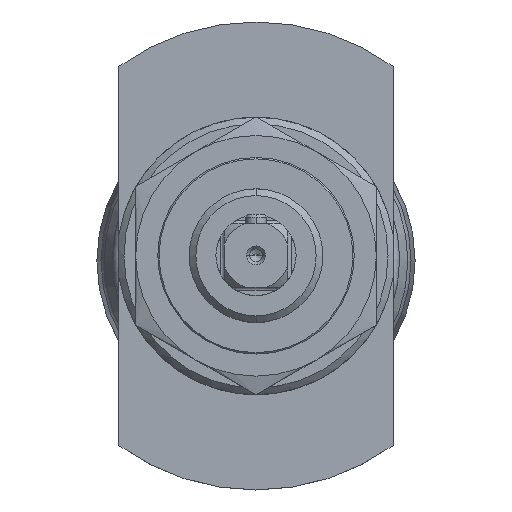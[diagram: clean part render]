
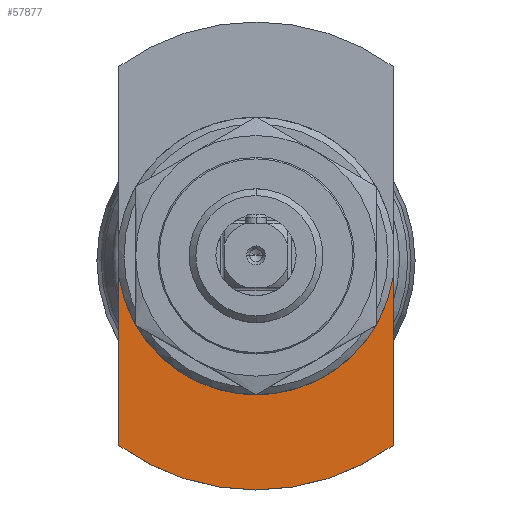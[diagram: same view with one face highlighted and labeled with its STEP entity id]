
A CAD part, top view. The second image highlights one B-rep face of the part: STEP entity #57877.
In plain terms, the highlighted planar face has unit normal (0, 0, 1).
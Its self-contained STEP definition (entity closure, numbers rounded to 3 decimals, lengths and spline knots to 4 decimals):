
#3276=CARTESIAN_POINT('',(0.,0.,9.311));
#3277=DIRECTION('',(0.,0.,1.));
#3278=DIRECTION('',(-0.586,-0.811,0.));
#3279=AXIS2_PLACEMENT_3D('',#3276,#3277,#3278);
#3316=DIRECTION('',(0.,-1.,0.));
#3317=VECTOR('',#3316,0.9904);
#3318=CARTESIAN_POINT('',(0.8071,-0.1264,
9.311));
#3319=LINE('',#3318,#3317);
#3320=DIRECTION('',(0.,1.,0.));
#3321=VECTOR('',#3320,0.9904);
#3322=CARTESIAN_POINT('',(-0.8071,-1.1169,
9.311));
#3323=LINE('',#3322,#3321);
#3324=CARTESIAN_POINT('',(0.,0.,9.311));
#3325=DIRECTION('',(0.,0.,-1.));
#3326=DIRECTION('',(0.988,-0.155,0.));
#3327=AXIS2_PLACEMENT_3D('',#3324,#3325,#3326);
#55596=CARTESIAN_POINT('',(0.8071,-1.1169,
9.311));
#55598=VERTEX_POINT('',#55596);
#55602=CARTESIAN_POINT('',(0.8071,-0.1264,
9.311));
#55603=VERTEX_POINT('',#55602);
#55604=CARTESIAN_POINT('',(-0.8071,-1.1169,
9.311));
#55605=CARTESIAN_POINT('',(-0.8071,-0.1264,
9.311));
#55606=VERTEX_POINT('',#55604);
#55607=VERTEX_POINT('',#55605);
#57865=CARTESIAN_POINT('',(0.,0.,9.311));
#57866=DIRECTION('',(0.,0.,-1.));
#57867=DIRECTION('',(0.,-1.,0.));
#57868=AXIS2_PLACEMENT_3D('',#57865,#57866,#57867);
#57869=PLANE('',#57868);
#57870=ORIENTED_EDGE('',*,*,#57814,.T.);
#57871=ORIENTED_EDGE('',*,*,#57837,.F.);
#57872=ORIENTED_EDGE('',*,*,#57848,.T.);
#57874=ORIENTED_EDGE('',*,*,#57873,.F.);
#57875=EDGE_LOOP('',(#57870,#57871,#57872,#57874));
#57876=FACE_OUTER_BOUND('',#57875,.F.);
#57877=ADVANCED_FACE('',(#57876),#57869,.F.);
#3280=CIRCLE('',#3279,1.378);
#3328=CIRCLE('',#3327,0.8169);
#57814=EDGE_CURVE('',#55603,#55598,#3319,.T.);
#57837=EDGE_CURVE('',#55606,#55598,#3280,.T.);
#57848=EDGE_CURVE('',#55606,#55607,#3323,.T.);
#57873=EDGE_CURVE('',#55603,#55607,#3328,.T.);
